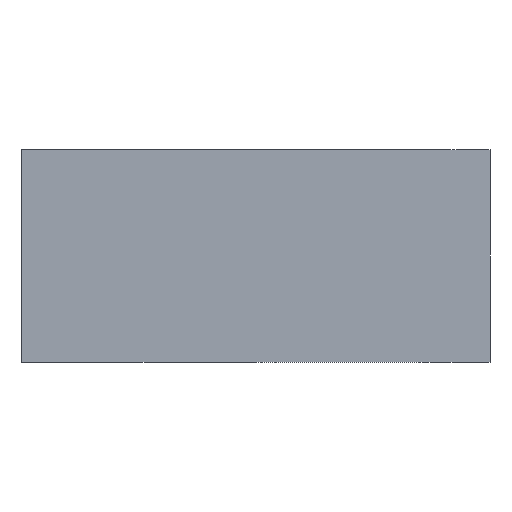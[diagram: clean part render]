
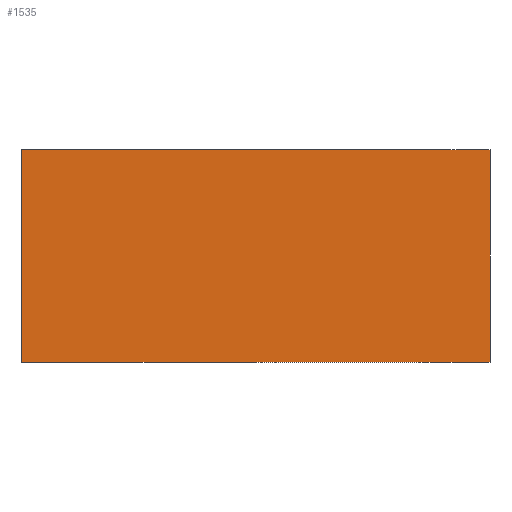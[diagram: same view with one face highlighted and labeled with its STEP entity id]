
A CAD part, front view. The second image highlights one B-rep face of the part: STEP entity #1535.
In plain terms, the highlighted planar face has unit normal (0, -1, 0).
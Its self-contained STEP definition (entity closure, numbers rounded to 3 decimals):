
#135=FACE_OUTER_BOUND('',#211,.T.);
#211=EDGE_LOOP('',(#1345,#1346,#1347,#1348));
#272=LINE('',#2388,#455);
#377=LINE('',#2795,#560);
#389=LINE('',#2823,#572);
#391=LINE('',#2826,#574);
#455=VECTOR('',#1737,10.);
#560=VECTOR('',#1982,10.);
#572=VECTOR('',#2010,10.);
#574=VECTOR('',#2014,10.);
#634=VERTEX_POINT('',#2385);
#635=VERTEX_POINT('',#2387);
#718=VERTEX_POINT('',#2794);
#726=VERTEX_POINT('',#2822);
#791=EDGE_CURVE('',#635,#634,#272,.T.);
#926=EDGE_CURVE('',#635,#718,#377,.T.);
#940=EDGE_CURVE('',#726,#718,#389,.T.);
#942=EDGE_CURVE('',#726,#634,#391,.T.);
#1345=ORIENTED_EDGE('',*,*,#791,.T.);
#1346=ORIENTED_EDGE('',*,*,#942,.F.);
#1347=ORIENTED_EDGE('',*,*,#940,.T.);
#1348=ORIENTED_EDGE('',*,*,#926,.F.);
#1461=PLANE('',#1648);
#1535=ADVANCED_FACE('',(#135),#1461,.T.);
#1648=AXIS2_PLACEMENT_3D('',#2825,#2012,#2013);
#1737=DIRECTION('',(0.,0.,-1.));
#1982=DIRECTION('',(1.,0.,0.));
#2010=DIRECTION('',(0.,0.,1.));
#2012=DIRECTION('center_axis',(0.,-1.,0.));
#2013=DIRECTION('ref_axis',(-1.,0.,0.));
#2014=DIRECTION('',(-1.,0.,0.));
#2385=CARTESIAN_POINT('',(-18.,-12.,-39.55));
#2387=CARTESIAN_POINT('',(-18.,-12.,-32.75));
#2388=CARTESIAN_POINT('',(-18.,-12.,-38.25));
#2794=CARTESIAN_POINT('',(-3.,-12.,-32.75));
#2795=CARTESIAN_POINT('',(-18.,-12.,-32.75));
#2822=CARTESIAN_POINT('',(-3.,-12.,-39.55));
#2823=CARTESIAN_POINT('',(-3.,-12.,-38.25));
#2825=CARTESIAN_POINT('Origin',(-3.,-12.,-38.25));
#2826=CARTESIAN_POINT('',(-18.,-12.,-39.55));
